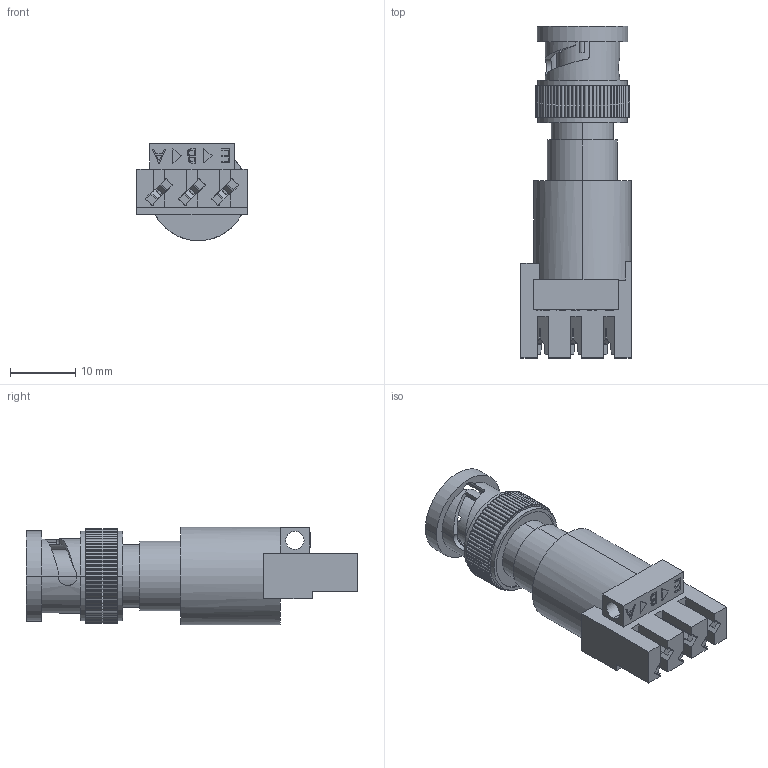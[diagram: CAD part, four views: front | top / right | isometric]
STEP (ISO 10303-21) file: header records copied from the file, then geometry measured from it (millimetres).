
FILE_DESCRIPTION (( 'STEP AP203' ), '1' );
FILE_NAME ('ACK8010.STEP', '2006-06-30T20:18:01', ( ' ' ), ( ' ' ), 'SwSTEP 2.0', 'SolidWorks 2005354', '' );
FILE_SCHEMA (( 'CONFIG_CONTROL_DESIGN' ));
Length unit declared in the file: inch
Products named in the file (3): 3AB03-015_with flange; ACK8010
Assembly tree (2 placements, depth 2):
  ACK8010
    3AB03-015_with flange
    ACK8010
Bounding box: 16.89 x 50.85 x 14.94 mm (x, y, z)
Volume: 5969.3 mm3; surface area: 4514.2 mm2
Topology: 2 solids, 2 shells, 504 faces, 1439 edges, 956 vertices
Faces by surface type: plane 323, cylinder 162, bspline 17, cone 2
Entity records: 18304 total; most frequent: CARTESIAN_POINT 4677, ORIENTED_EDGE 2878, DIRECTION 2697, EDGE_CURVE 1439, VECTOR 1029, LINE 1029, VERTEX_POINT 956, AXIS2_PLACEMENT_3D 834
